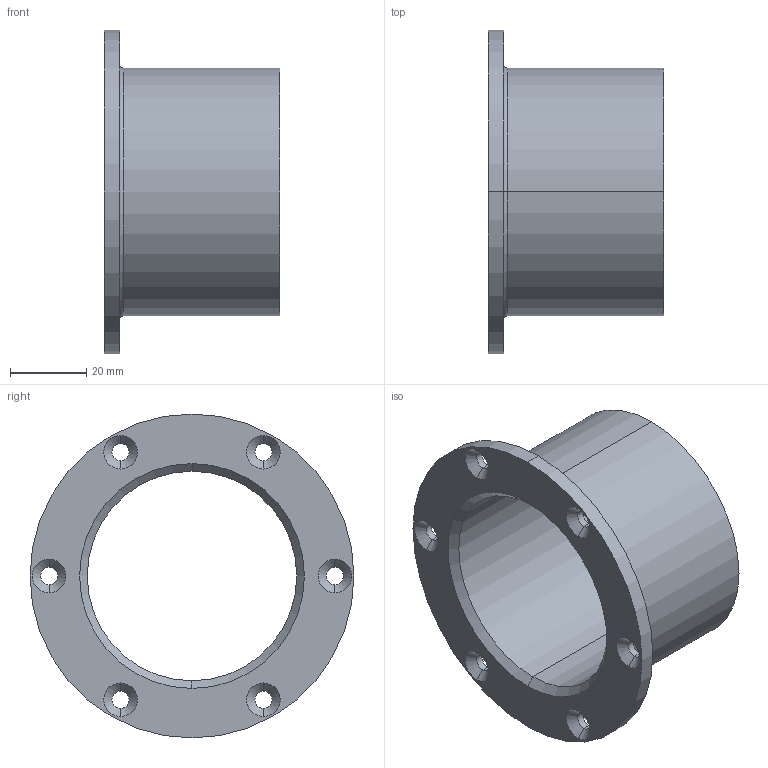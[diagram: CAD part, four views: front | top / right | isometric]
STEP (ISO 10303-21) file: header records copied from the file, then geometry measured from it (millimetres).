
FILE_DESCRIPTION (( 'STEP AP214' ), '1' );
FILE_NAME ('Ð.ÏÇÖ.003.02 Ñòàêàí(01).STEP', '2020-01-22T16:27:38', ( '' ), ( '' ), 'SwSTEP 2.0', 'SolidWorks 2017', '' );
FILE_SCHEMA (( 'AUTOMOTIVE_DESIGN' ));
Length unit declared in the file: millimetre
Products named in the file (1): Ð.ÏÇÖ.003.02 Ñòàêàí(01)
Bounding box: 46 x 85 x 85 mm (x, y, z)
Volume: 51474.8 mm3; surface area: 23786.3 mm2
Topology: 1 solids, 1 shells, 39 faces, 90 edges, 54 vertices
Faces by surface type: cylinder 18, cone 16, plane 3, torus 2
Entity records: 1178 total; most frequent: DIRECTION 226, CARTESIAN_POINT 184, ORIENTED_EDGE 180, AXIS2_PLACEMENT_3D 96, EDGE_CURVE 90, CIRCLE 56, EDGE_LOOP 54, VERTEX_POINT 54
